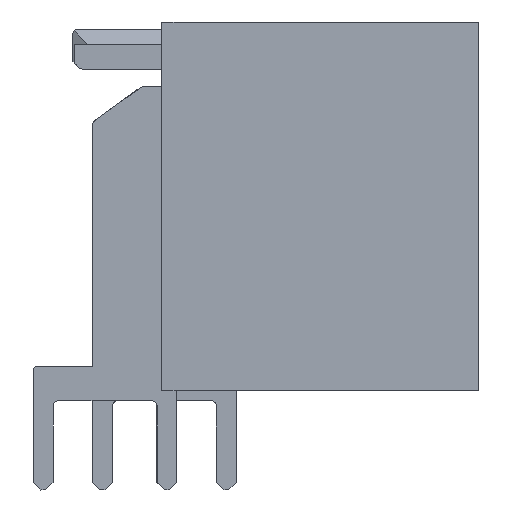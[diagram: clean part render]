
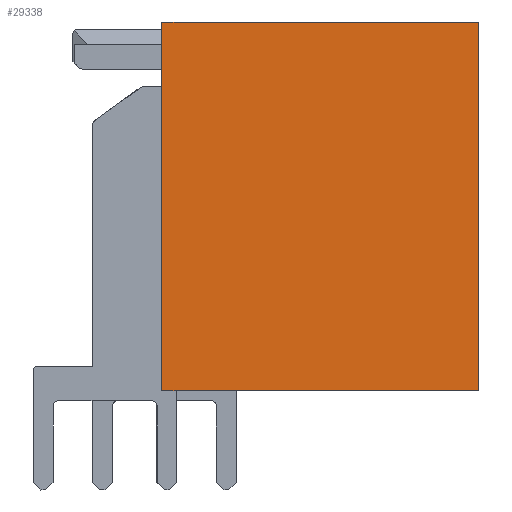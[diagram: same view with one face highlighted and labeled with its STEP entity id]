
A CAD part, left-side view. The second image highlights one B-rep face of the part: STEP entity #29338.
In plain terms, the highlighted face is planar.
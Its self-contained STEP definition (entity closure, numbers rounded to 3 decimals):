
#3368=ORIENTED_EDGE('',*,*,#8535,.F.);
#3369=ORIENTED_EDGE('',*,*,#8717,.F.);
#3370=ORIENTED_EDGE('',*,*,#8544,.F.);
#3371=ORIENTED_EDGE('',*,*,#8527,.F.);
#8527=EDGE_CURVE('',#11288,#11289,#13742,.T.);
#8535=EDGE_CURVE('',#11294,#11288,#13750,.T.);
#8544=EDGE_CURVE('',#11289,#11299,#13759,.T.);
#8717=EDGE_CURVE('',#11299,#11294,#13932,.T.);
#11288=VERTEX_POINT('',#40278);
#11289=VERTEX_POINT('',#40280);
#11294=VERTEX_POINT('',#40294);
#11299=VERTEX_POINT('',#40315);
#13742=LINE('',#40279,#16745);
#13750=LINE('',#40295,#16753);
#13759=LINE('',#40314,#16762);
#13932=LINE('',#40615,#16935);
#16745=VECTOR('',#33975,1000.);
#16753=VECTOR('',#33987,1000.);
#16762=VECTOR('',#34008,1000.);
#16935=VECTOR('',#34363,1000.);
#18650=EDGE_LOOP('',(#3368,#3369,#3370,#3371));
#19779=FACE_BOUND('',#18650,.T.);
#20863=PLANE('',#30486);
#29338=ADVANCED_FACE('',(#19779),#20863,.F.);
#30486=AXIS2_PLACEMENT_3D('',#40614,#34361,#34362);
#33975=DIRECTION('',(0.,0.,1.));
#33987=DIRECTION('',(-1.,0.,0.));
#34008=DIRECTION('',(1.,0.,0.));
#34361=DIRECTION('',(0.,1.,0.));
#34362=DIRECTION('',(1.,0.,0.));
#34363=DIRECTION('',(0.,0.,-1.));
#40278=CARTESIAN_POINT('',(-4.604,0.,-9.247));
#40279=CARTESIAN_POINT('',(-4.604,0.,-9.247));
#40280=CARTESIAN_POINT('',(-4.604,0.001,5.653));
#40294=CARTESIAN_POINT('',(8.196,-0.002,-9.247));
#40295=CARTESIAN_POINT('',(8.196,-0.002,-9.247));
#40314=CARTESIAN_POINT('',(-4.604,0.001,5.653));
#40315=CARTESIAN_POINT('',(8.196,0.,5.653));
#40614=CARTESIAN_POINT('',(1.796,0.,-1.797));
#40615=CARTESIAN_POINT('',(8.196,0.,5.653));
